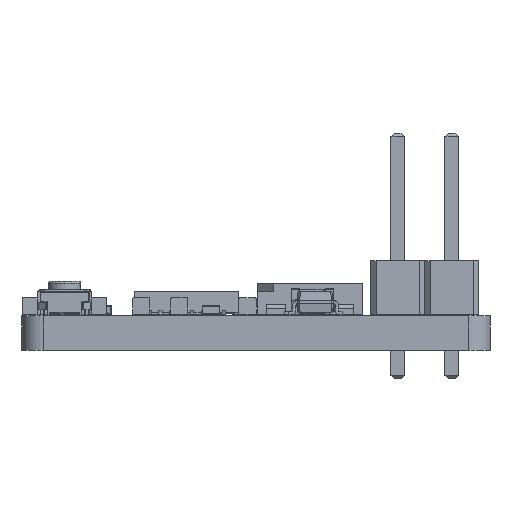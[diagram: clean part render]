
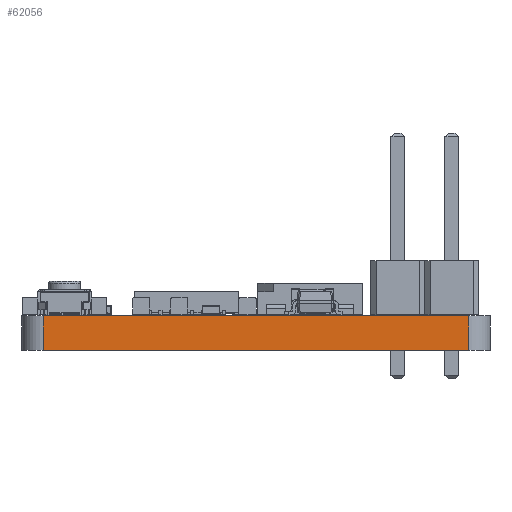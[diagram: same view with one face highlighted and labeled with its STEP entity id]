
A CAD part, left-side view. The second image highlights one B-rep face of the part: STEP entity #62056.
In plain terms, the highlighted planar face has unit normal (-1, 0, 0).
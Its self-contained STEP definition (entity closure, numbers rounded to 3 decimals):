
#62056 = ADVANCED_FACE('',(#62057),#62071,.F.);
#62057 = FACE_BOUND('',#62058,.F.);
#62058 = EDGE_LOOP('',(#62059,#62094,#62122,#62150));
#62059 = ORIENTED_EDGE('',*,*,#62060,.T.);
#62060 = EDGE_CURVE('',#62061,#62063,#62065,.T.);
#62061 = VERTEX_POINT('',#62062);
#62062 = CARTESIAN_POINT('',(117.,-46.,0.));
#62063 = VERTEX_POINT('',#62064);
#62064 = CARTESIAN_POINT('',(117.,-46.,1.6));
#62065 = SURFACE_CURVE('',#62066,(#62070,#62082),.PCURVE_S1.);
#62066 = LINE('',#62067,#62068);
#62067 = CARTESIAN_POINT('',(117.,-46.,0.));
#62068 = VECTOR('',#62069,1.);
#62069 = DIRECTION('',(0.,0.,1.));
#62070 = PCURVE('',#62071,#62076);
#62071 = PLANE('',#62072);
#62072 = AXIS2_PLACEMENT_3D('',#62073,#62074,#62075);
#62073 = CARTESIAN_POINT('',(117.,-46.,0.));
#62074 = DIRECTION('',(1.,0.,-0.));
#62075 = DIRECTION('',(0.,-1.,0.));
#62076 = DEFINITIONAL_REPRESENTATION('',(#62077),#62081);
#62077 = LINE('',#62078,#62079);
#62078 = CARTESIAN_POINT('',(0.,0.));
#62079 = VECTOR('',#62080,1.);
#62080 = DIRECTION('',(0.,-1.));
#62081 = ( GEOMETRIC_REPRESENTATION_CONTEXT(2) 
PARAMETRIC_REPRESENTATION_CONTEXT() REPRESENTATION_CONTEXT('2D SPACE',''
  ) );
#62082 = PCURVE('',#62083,#62088);
#62083 = CYLINDRICAL_SURFACE('',#62084,1.);
#62084 = AXIS2_PLACEMENT_3D('',#62085,#62086,#62087);
#62085 = CARTESIAN_POINT('',(118.,-46.,0.));
#62086 = DIRECTION('',(-0.,-0.,-1.));
#62087 = DIRECTION('',(1.,0.,-0.));
#62088 = DEFINITIONAL_REPRESENTATION('',(#62089),#62093);
#62089 = LINE('',#62090,#62091);
#62090 = CARTESIAN_POINT('',(-3.142,0.));
#62091 = VECTOR('',#62092,1.);
#62092 = DIRECTION('',(-0.,-1.));
#62093 = ( GEOMETRIC_REPRESENTATION_CONTEXT(2) 
PARAMETRIC_REPRESENTATION_CONTEXT() REPRESENTATION_CONTEXT('2D SPACE',''
  ) );
#62094 = ORIENTED_EDGE('',*,*,#62095,.T.);
#62095 = EDGE_CURVE('',#62063,#62096,#62098,.T.);
#62096 = VERTEX_POINT('',#62097);
#62097 = CARTESIAN_POINT('',(117.,-66.,1.6));
#62098 = SURFACE_CURVE('',#62099,(#62103,#62110),.PCURVE_S1.);
#62099 = LINE('',#62100,#62101);
#62100 = CARTESIAN_POINT('',(117.,-46.,1.6));
#62101 = VECTOR('',#62102,1.);
#62102 = DIRECTION('',(0.,-1.,0.));
#62103 = PCURVE('',#62071,#62104);
#62104 = DEFINITIONAL_REPRESENTATION('',(#62105),#62109);
#62105 = LINE('',#62106,#62107);
#62106 = CARTESIAN_POINT('',(0.,-1.6));
#62107 = VECTOR('',#62108,1.);
#62108 = DIRECTION('',(1.,0.));
#62109 = ( GEOMETRIC_REPRESENTATION_CONTEXT(2) 
PARAMETRIC_REPRESENTATION_CONTEXT() REPRESENTATION_CONTEXT('2D SPACE',''
  ) );
#62110 = PCURVE('',#62111,#62116);
#62111 = PLANE('',#62112);
#62112 = AXIS2_PLACEMENT_3D('',#62113,#62114,#62115);
#62113 = CARTESIAN_POINT('',(129.7,-56.,1.6));
#62114 = DIRECTION('',(0.,0.,1.));
#62115 = DIRECTION('',(1.,0.,-0.));
#62116 = DEFINITIONAL_REPRESENTATION('',(#62117),#62121);
#62117 = LINE('',#62118,#62119);
#62118 = CARTESIAN_POINT('',(-12.7,10.));
#62119 = VECTOR('',#62120,1.);
#62120 = DIRECTION('',(0.,-1.));
#62121 = ( GEOMETRIC_REPRESENTATION_CONTEXT(2) 
PARAMETRIC_REPRESENTATION_CONTEXT() REPRESENTATION_CONTEXT('2D SPACE',''
  ) );
#62122 = ORIENTED_EDGE('',*,*,#62123,.F.);
#62123 = EDGE_CURVE('',#62124,#62096,#62126,.T.);
#62124 = VERTEX_POINT('',#62125);
#62125 = CARTESIAN_POINT('',(117.,-66.,0.));
#62126 = SURFACE_CURVE('',#62127,(#62131,#62138),.PCURVE_S1.);
#62127 = LINE('',#62128,#62129);
#62128 = CARTESIAN_POINT('',(117.,-66.,0.));
#62129 = VECTOR('',#62130,1.);
#62130 = DIRECTION('',(0.,0.,1.));
#62131 = PCURVE('',#62071,#62132);
#62132 = DEFINITIONAL_REPRESENTATION('',(#62133),#62137);
#62133 = LINE('',#62134,#62135);
#62134 = CARTESIAN_POINT('',(20.,0.));
#62135 = VECTOR('',#62136,1.);
#62136 = DIRECTION('',(0.,-1.));
#62137 = ( GEOMETRIC_REPRESENTATION_CONTEXT(2) 
PARAMETRIC_REPRESENTATION_CONTEXT() REPRESENTATION_CONTEXT('2D SPACE',''
  ) );
#62138 = PCURVE('',#62139,#62144);
#62139 = CYLINDRICAL_SURFACE('',#62140,1.);
#62140 = AXIS2_PLACEMENT_3D('',#62141,#62142,#62143);
#62141 = CARTESIAN_POINT('',(118.,-66.,0.));
#62142 = DIRECTION('',(-0.,-0.,-1.));
#62143 = DIRECTION('',(1.,0.,-0.));
#62144 = DEFINITIONAL_REPRESENTATION('',(#62145),#62149);
#62145 = LINE('',#62146,#62147);
#62146 = CARTESIAN_POINT('',(-3.142,0.));
#62147 = VECTOR('',#62148,1.);
#62148 = DIRECTION('',(-0.,-1.));
#62149 = ( GEOMETRIC_REPRESENTATION_CONTEXT(2) 
PARAMETRIC_REPRESENTATION_CONTEXT() REPRESENTATION_CONTEXT('2D SPACE',''
  ) );
#62150 = ORIENTED_EDGE('',*,*,#62151,.F.);
#62151 = EDGE_CURVE('',#62061,#62124,#62152,.T.);
#62152 = SURFACE_CURVE('',#62153,(#62157,#62164),.PCURVE_S1.);
#62153 = LINE('',#62154,#62155);
#62154 = CARTESIAN_POINT('',(117.,-46.,0.));
#62155 = VECTOR('',#62156,1.);
#62156 = DIRECTION('',(0.,-1.,0.));
#62157 = PCURVE('',#62071,#62158);
#62158 = DEFINITIONAL_REPRESENTATION('',(#62159),#62163);
#62159 = LINE('',#62160,#62161);
#62160 = CARTESIAN_POINT('',(0.,0.));
#62161 = VECTOR('',#62162,1.);
#62162 = DIRECTION('',(1.,0.));
#62163 = ( GEOMETRIC_REPRESENTATION_CONTEXT(2) 
PARAMETRIC_REPRESENTATION_CONTEXT() REPRESENTATION_CONTEXT('2D SPACE',''
  ) );
#62164 = PCURVE('',#62165,#62170);
#62165 = PLANE('',#62166);
#62166 = AXIS2_PLACEMENT_3D('',#62167,#62168,#62169);
#62167 = CARTESIAN_POINT('',(129.7,-56.,0.));
#62168 = DIRECTION('',(0.,0.,1.));
#62169 = DIRECTION('',(1.,0.,-0.));
#62170 = DEFINITIONAL_REPRESENTATION('',(#62171),#62175);
#62171 = LINE('',#62172,#62173);
#62172 = CARTESIAN_POINT('',(-12.7,10.));
#62173 = VECTOR('',#62174,1.);
#62174 = DIRECTION('',(0.,-1.));
#62175 = ( GEOMETRIC_REPRESENTATION_CONTEXT(2) 
PARAMETRIC_REPRESENTATION_CONTEXT() REPRESENTATION_CONTEXT('2D SPACE',''
  ) );
